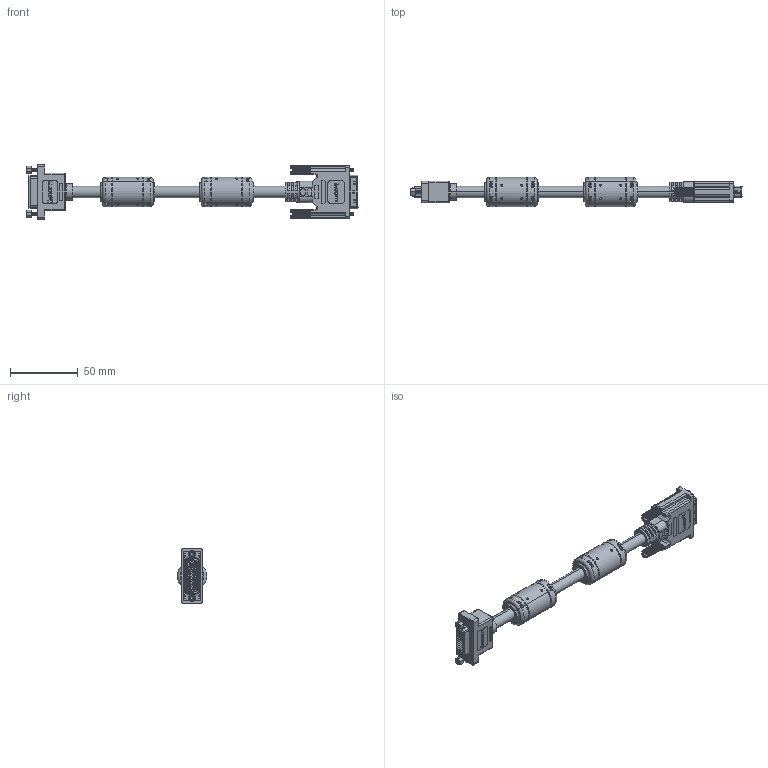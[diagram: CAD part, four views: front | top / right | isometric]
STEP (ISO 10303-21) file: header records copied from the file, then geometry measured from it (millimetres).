
FILE_DESCRIPTION (( 'STEP AP214' ), '1' );
FILE_NAME ('PMDVI-DDLMF.STEP', '2015-01-06T15:38:44', ( 'L-Com' ), ( 'L-Com Global Connectivity' ), 'SwSTEP 2.0', 'SolidWorks 2014', '' );
FILE_SCHEMA (( 'AUTOMOTIVE_DESIGN' ));
Length unit declared in the file: millimetre
Products named in the file (13): MTN-880_DEFAULT; MTN-228; DVI-DL(24+1)MM ASM1; 1AJ01-018___; DVI-DL(24+1)M METAL CAN_默认1; SCREW_默认1; dvi-DL(24+1)MM+inner molding_默认1; 1AL05-019_7" LENGTH; PMDVI-DDLMF; MTN-880_INSTALLED JACKSCREWS; 1AJ10-005_1AJ10-005; MTN-881; 1AH01-021___
Assembly tree (15 placements, depth 3):
  PMDVI-DDLMF
    1AL05-019_7" LENGTH
    DVI-DL(24+1)MM ASM1
      dvi-DL(24+1)MM+inner molding_默认1
      SCREW_默认1  x2
      DVI-DL(24+1)M METAL CAN_默认1
      1AJ01-018___
    MTN-228  x2
    MTN-880_INSTALLED JACKSCREWS
      MTN-880_DEFAULT
      1AH01-021___
      MTN-881
      1AJ10-005_1AJ10-005  x2
Bounding box: 244.93 x 21.51 x 40 mm (x, y, z)
Volume: 51061.6 mm3; surface area: 46224.1 mm2
Topology: 27 solids, 27 shells, 3861 faces, 10034 edges, 6399 vertices
Faces by surface type: plane 2152, cylinder 949, bspline 508, torus 110, cone 98, sphere 44
Entity records: 134220 total; most frequent: CARTESIAN_POINT 42405, ORIENTED_EDGE 17878, DIRECTION 15599, EDGE_CURVE 8939, LINE 6149, VECTOR 6149, VERTEX_POINT 5737, AXIS2_PLACEMENT_3D 4725
